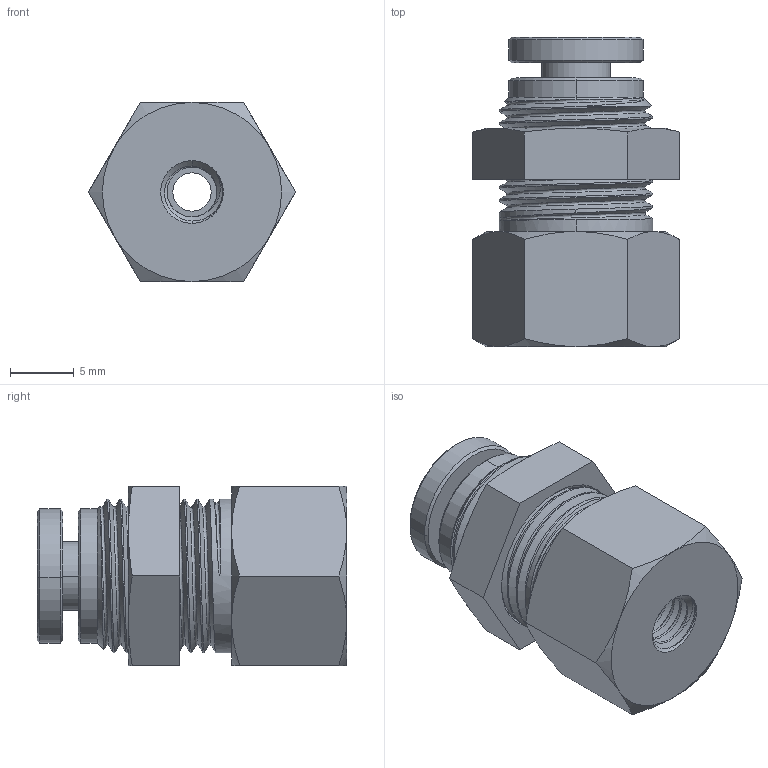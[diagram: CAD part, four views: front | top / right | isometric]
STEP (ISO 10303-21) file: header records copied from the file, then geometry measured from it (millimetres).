
FILE_DESCRIPTION (( 'STEP AP214' ), '1' );
FILE_NAME ('BCS5-32-10-32W.STEP', '2018-07-11T20:43:15', ( '' ), ( '' ), 'SwSTEP 2.0', 'SolidWorks 2016', '' );
FILE_SCHEMA (( 'AUTOMOTIVE_DESIGN' ));
Length unit declared in the file: millimetre
Products named in the file (1): BCS5-32-10-32W
Bounding box: 16.17 x 24.19 x 14 mm (x, y, z)
Volume: 2730.1 mm3; surface area: 3519.3 mm2
Topology: 7 solids, 7 shells, 365 faces, 973 edges, 627 vertices
Faces by surface type: cone 126, plane 111, cylinder 98, bspline 28, torus 2
Entity records: 22819 total; most frequent: CARTESIAN_POINT 10305, ORIENTED_EDGE 1946, DIRECTION 1531, EDGE_CURVE 973, AXIS2_PLACEMENT_3D 629, VERTEX_POINT 627, EDGE_LOOP 384, UNCERTAINTY_MEASURE_WITH_UNIT 374
